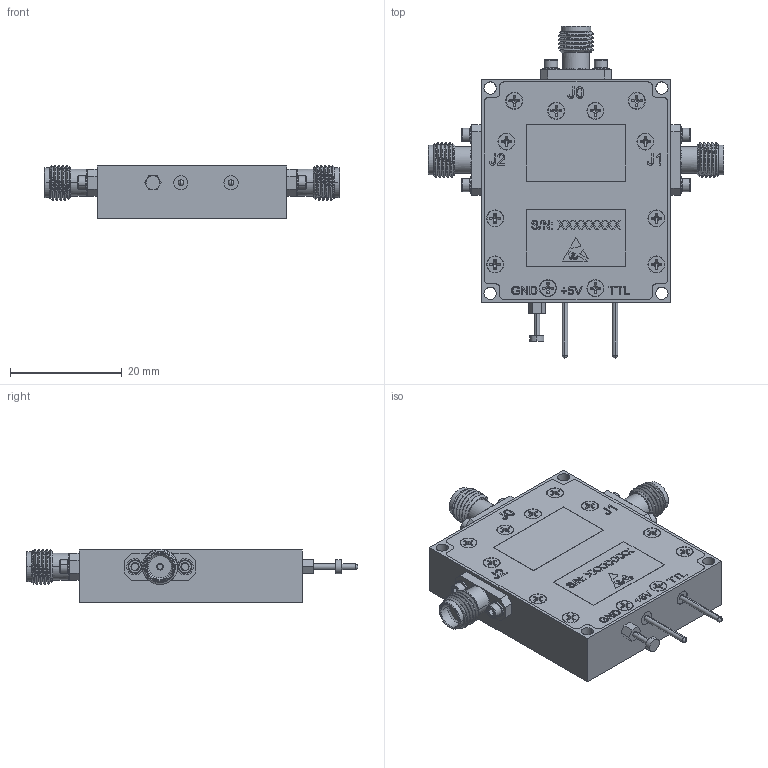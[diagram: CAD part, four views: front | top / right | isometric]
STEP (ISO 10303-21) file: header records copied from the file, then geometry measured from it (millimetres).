
FILE_DESCRIPTION (( 'STEP AP203' ), '1' );
FILE_NAME ('FMSW1101.step', '2020-09-08T22:20:21', ( '' ), ( '' ), 'SwSTEP 2.0', 'SolidWorks 2018', '' );
FILE_SCHEMA (( 'CONFIG_CONTROL_DESIGN' ));
Products named in the file (1): FMSW1101
Bounding box: 53.05 x 59.52 x 9.67 mm (x, y, z)
Volume: 13553.1 mm3; surface area: 5912.5 mm2
Topology: 1 solids, 22 shells, 1406 faces, 3632 edges, 2371 vertices
Faces by surface type: plane 687, cylinder 294, cone 210, bspline 202, torus 9, sphere 4
Entity records: 65451 total; most frequent: CARTESIAN_POINT 33528, ORIENTED_EDGE 7220, DIRECTION 5674, EDGE_CURVE 3610, VERTEX_POINT 2367, AXIS2_PLACEMENT_3D 1936, VECTOR 1802, LINE 1802
